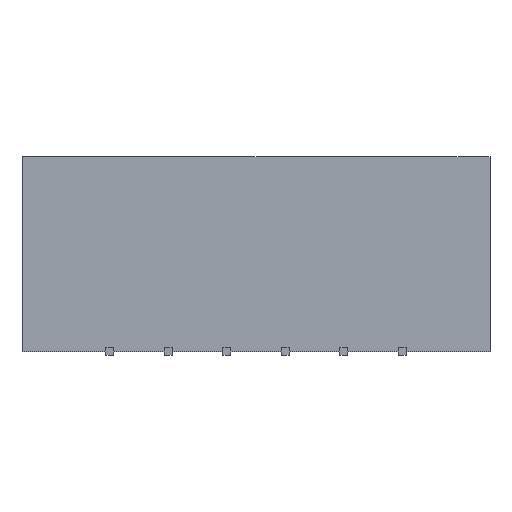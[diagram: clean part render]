
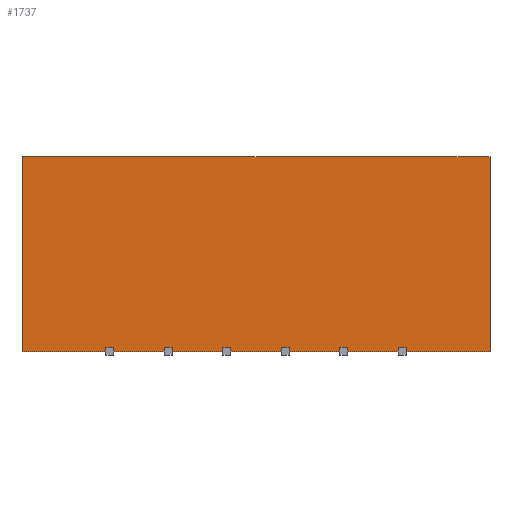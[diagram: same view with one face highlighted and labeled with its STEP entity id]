
A CAD part, front view. The second image highlights one B-rep face of the part: STEP entity #1737.
In plain terms, the highlighted planar face has unit normal (0, -1, 0).
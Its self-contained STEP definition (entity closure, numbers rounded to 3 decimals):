
#99=FACE_OUTER_BOUND('',#197,.T.);
#197=EDGE_LOOP('',(#1311,#1312,#1313,#1314));
#287=LINE('',#2472,#511);
#318=LINE('',#2532,#542);
#350=LINE('',#2593,#574);
#362=LINE('',#2620,#586);
#511=VECTOR('',#1981,10.);
#542=VECTOR('',#2024,10.);
#574=VECTOR('',#2086,10.);
#586=VECTOR('',#2120,10.);
#732=VERTEX_POINT('',#2469);
#733=VERTEX_POINT('',#2471);
#756=VERTEX_POINT('',#2531);
#770=VERTEX_POINT('',#2591);
#899=EDGE_CURVE('',#732,#733,#287,.T.);
#930=EDGE_CURVE('',#756,#733,#318,.T.);
#962=EDGE_CURVE('',#770,#732,#350,.T.);
#974=EDGE_CURVE('',#756,#770,#362,.T.);
#1311=ORIENTED_EDGE('',*,*,#974,.F.);
#1312=ORIENTED_EDGE('',*,*,#930,.T.);
#1313=ORIENTED_EDGE('',*,*,#899,.F.);
#1314=ORIENTED_EDGE('',*,*,#962,.F.);
#1651=PLANE('',#1855);
#1737=ADVANCED_FACE('',(#99),#1651,.T.);
#1855=AXIS2_PLACEMENT_3D('',#2619,#2118,#2119);
#1981=DIRECTION('',(1.,0.,0.));
#2024=DIRECTION('',(0.,0.,1.));
#2086=DIRECTION('',(0.,0.,1.));
#2118=DIRECTION('center_axis',(0.,-1.,0.));
#2119=DIRECTION('ref_axis',(1.,0.,0.));
#2120=DIRECTION('',(-1.,0.,0.));
#2469=CARTESIAN_POINT('',(-6.,0.,5.));
#2471=CARTESIAN_POINT('',(6.,0.,5.));
#2472=CARTESIAN_POINT('',(6.,0.,5.));
#2531=CARTESIAN_POINT('',(6.,0.,0.));
#2532=CARTESIAN_POINT('',(6.,0.,0.));
#2591=CARTESIAN_POINT('',(-6.,0.,0.));
#2593=CARTESIAN_POINT('',(-6.,0.,0.));
#2619=CARTESIAN_POINT('Origin',(-6.,0.,0.));
#2620=CARTESIAN_POINT('',(6.,0.,0.));
